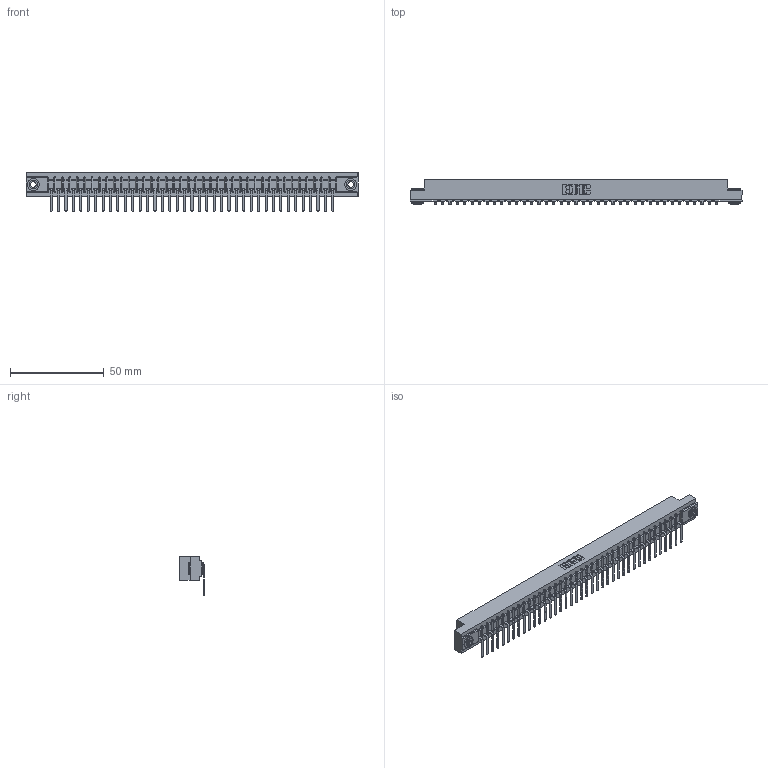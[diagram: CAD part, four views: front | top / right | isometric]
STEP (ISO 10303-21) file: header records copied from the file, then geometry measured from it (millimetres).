
FILE_DESCRIPTION (( 'STEP AP203' ), '1' );
FILE_NAME ('357-039-557-103.STEP', '2019-09-17T08:43:08', ( '' ), ( '' ), 'SwSTEP 2.0', 'SolidWorks 2016', '' );
FILE_SCHEMA (( 'CONFIG_CONTROL_DESIGN' ));
Length unit declared in the file: inch
Products named in the file (4): 307-290-002_557; 357-039-557-103; 345-250-002_345-250-002-102; 307 Part_.156 Dia Mounting Holes
Assembly tree (42 placements, depth 2):
  357-039-557-103
    307 Part_.156 Dia Mounting Holes
    307-290-002_557  x39
    345-250-002_345-250-002-102  x2
Bounding box: 177.55 x 13.36 x 20.66 mm (x, y, z)
Volume: 19083.8 mm3; surface area: 24862.8 mm2
Topology: 42 solids, 42 shells, 3252 faces, 9951 edges, 6522 vertices
Faces by surface type: plane 1927, cylinder 1237, sphere 80, cone 8
Entity records: 35723 total; most frequent: CARTESIAN_POINT 6005, ORIENTED_EDGE 5986, DIRECTION 5851, EDGE_CURVE 2993, VECTOR 2283, LINE 2283, VERTEX_POINT 1938, AXIS2_PLACEMENT_3D 1784
